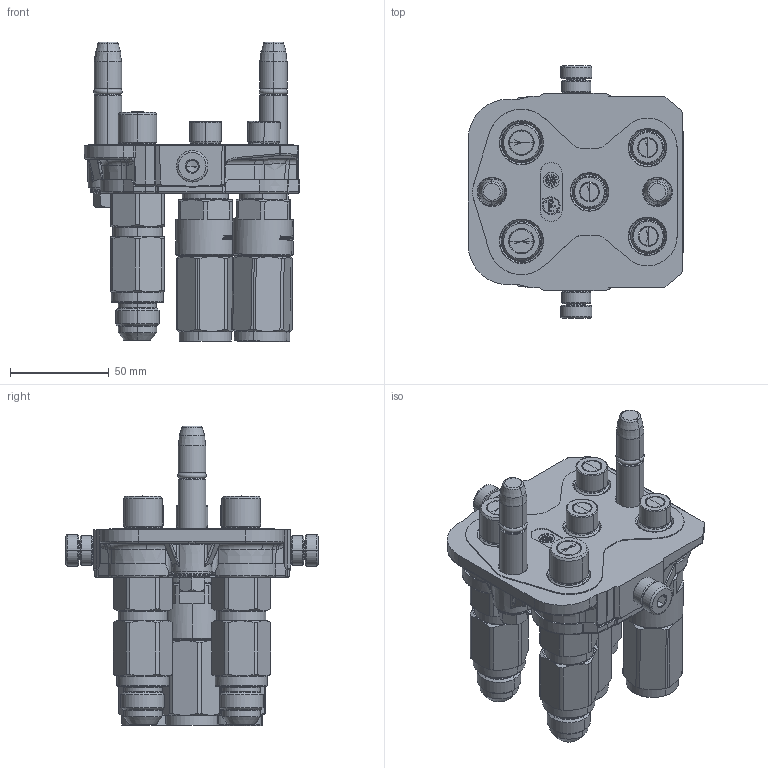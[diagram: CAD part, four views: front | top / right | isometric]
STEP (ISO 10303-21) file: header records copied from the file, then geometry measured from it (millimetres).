
FILE_DESCRIPTION (( 'STEP AP214' ), '1' );
FILE_NAME ('FASTER.step', '2023-03-03T03:53:39', ( '' ), ( '' ), 'SwSTEP 2.0', 'SolidWorks 2017', '' );
FILE_SCHEMA (( 'AUTOMOTIVE_DESIGN' ));
Length unit declared in the file: millimetre
Products named in the file (14): 1540_080_0008_000; et002; 3ffnp14_gas_ms; 3ffnp3813_58sm; 4830_010_2101_000; FASTER; P5065_M_BASE; 4830_028_1000_002; or2_62x9_19_m; 4800_315_0001_000; 4830_021_0000_000; 4830_013_3000_020
Assembly tree (21 placements, depth 3):
  FASTER
    P5065_M_BASE
      4830_010_2101_000
      4830_021_0000_000  x2
      1540_080_0008_000  x2
      or2_62x9_19_m  x2
      4830_013_3000_020  x2
      4830_028_1000_002  x2
      4800_315_0001_000
    3ffnp3813_58sm  x2
      3ffnp3813_58sm
    3ffnp14_gas_ms  x3
      3ffnp14_gas_ms
    et002
Bounding box: 109.36 x 128 x 152.11 mm (x, y, z)
Volume: 7964.6 mm3; surface area: 138646 mm2
Topology: 6 solids, 57 shells, 4305 faces, 12345 edges, 8058 vertices
Faces by surface type: plane 2584, cylinder 660, cone 418, bspline 392, torus 207, sphere 44
Entity records: 146613 total; most frequent: CARTESIAN_POINT 54867, ORIENTED_EDGE 18831, DIRECTION 16065, EDGE_CURVE 9723, LINE 6621, VECTOR 6621, VERTEX_POINT 6298, AXIS2_PLACEMENT_3D 4722
